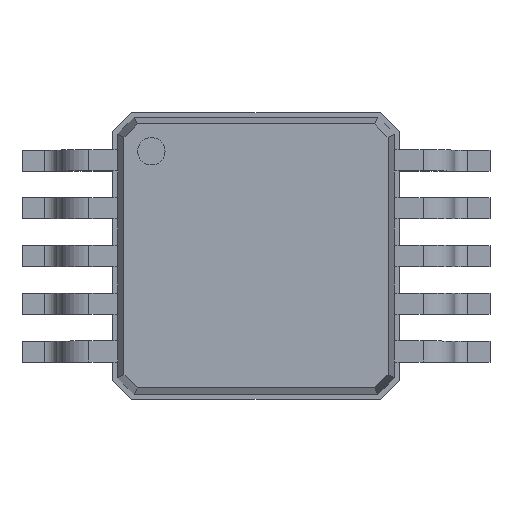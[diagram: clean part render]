
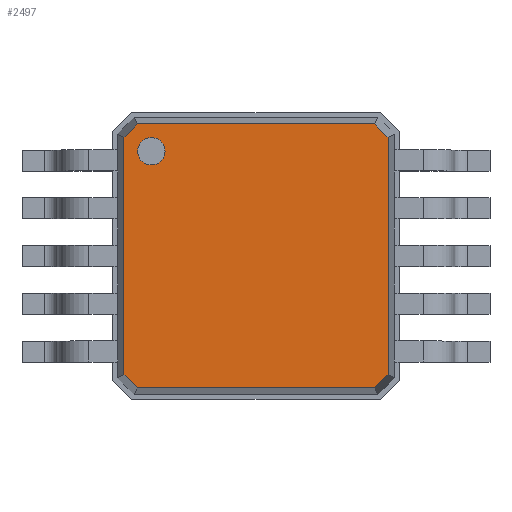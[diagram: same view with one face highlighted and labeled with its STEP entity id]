
A CAD part, top view. The second image highlights one B-rep face of the part: STEP entity #2497.
In plain terms, the highlighted planar face has unit normal (0, 0, 1).
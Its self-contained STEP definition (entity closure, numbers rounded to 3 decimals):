
#13=DIRECTION('',(0.,0.,1.));
#14=DIRECTION('',(1.,0.,-0.));
#27=VECTOR('',#28,1.);
#28=DIRECTION('',(0.707,0.707,0.));
#51=VECTOR('',#52,1.);
#52=DIRECTION('',(1.,0.,0.));
#58=VECTOR('',#59,1.);
#59=DIRECTION('',(0.707,-0.707,0.));
#65=VECTOR('',#66,1.);
#66=DIRECTION('',(0.,-1.,0.));
#72=VECTOR('',#73,1.);
#73=DIRECTION('',(-0.707,-0.707,0.));
#79=VECTOR('',#80,1.);
#80=DIRECTION('',(-1.,0.,0.));
#86=VECTOR('',#87,1.);
#87=DIRECTION('',(-0.707,0.707,0.));
#91=VECTOR('',#92,1.);
#92=DIRECTION('',(0.,1.,0.));
#95=DIRECTION('',(-0.,0.,1.));
#905=VERTEX_POINT('',#906);
#906=CARTESIAN_POINT('',(-1.382,1.241,1.1));
#908=ORIENTED_EDGE('',*,*,#909,.F.);
#909=EDGE_CURVE('',#910,#905,#912,.T.);
#910=VERTEX_POINT('',#911);
#911=CARTESIAN_POINT('',(-1.382,-1.241,1.1));
#912=LINE('',#911,#91);
#923=VERTEX_POINT('',#924);
#924=CARTESIAN_POINT('',(-1.241,1.382,1.1));
#926=ORIENTED_EDGE('',*,*,#927,.F.);
#927=EDGE_CURVE('',#905,#923,#928,.T.);
#928=LINE('',#906,#27);
#937=VERTEX_POINT('',#938);
#938=CARTESIAN_POINT('',(1.241,1.382,1.1));
#940=ORIENTED_EDGE('',*,*,#941,.F.);
#941=EDGE_CURVE('',#923,#937,#942,.T.);
#942=LINE('',#924,#51);
#951=VERTEX_POINT('',#952);
#952=CARTESIAN_POINT('',(1.382,1.241,1.1));
#954=ORIENTED_EDGE('',*,*,#955,.F.);
#955=EDGE_CURVE('',#937,#951,#956,.T.);
#956=LINE('',#938,#58);
#1005=VERTEX_POINT('',#1006);
#1006=CARTESIAN_POINT('',(1.382,-1.241,1.1));
#1008=ORIENTED_EDGE('',*,*,#1009,.F.);
#1009=EDGE_CURVE('',#951,#1005,#1010,.T.);
#1010=LINE('',#952,#65);
#2497=ADVANCED_FACE('',(#2498,#2513),#2522,.T.);
#2498=FACE_BOUND('',#2499,.T.);
#2499=EDGE_LOOP('',(#926,#908,#2500,#2505,#2510,#1008,#954,#940));
#2500=ORIENTED_EDGE('',*,*,#2501,.F.);
#2501=EDGE_CURVE('',#2502,#910,#2504,.T.);
#2502=VERTEX_POINT('',#2503);
#2503=CARTESIAN_POINT('',(-1.241,-1.382,1.1));
#2504=LINE('',#2503,#86);
#2505=ORIENTED_EDGE('',*,*,#2506,.F.);
#2506=EDGE_CURVE('',#2507,#2502,#2509,.T.);
#2507=VERTEX_POINT('',#2508);
#2508=CARTESIAN_POINT('',(1.241,-1.382,1.1));
#2509=LINE('',#2508,#79);
#2510=ORIENTED_EDGE('',*,*,#2511,.F.);
#2511=EDGE_CURVE('',#1005,#2507,#2512,.T.);
#2512=LINE('',#1006,#72);
#2513=FACE_BOUND('',#2514,.T.);
#2514=EDGE_LOOP('',(#2515));
#2515=ORIENTED_EDGE('',*,*,#2516,.F.);
#2516=EDGE_CURVE('',#2517,#2517,#2519,.T.);
#2517=VERTEX_POINT('',#2518);
#2518=CARTESIAN_POINT('',(-0.952,1.096,1.1));
#2519=CIRCLE('',#2520,0.143);
#2520=AXIS2_PLACEMENT_3D('',#2521,#13,#14);
#2521=CARTESIAN_POINT('',(-1.096,1.096,1.1));
#2522=PLANE('',#2523);
#2523=AXIS2_PLACEMENT_3D('',#906,#95,#2524);
#2524=DIRECTION('',(0.744,-0.668,0.));
